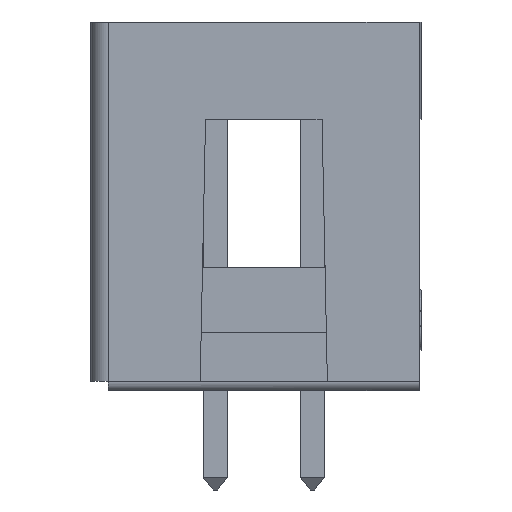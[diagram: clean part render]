
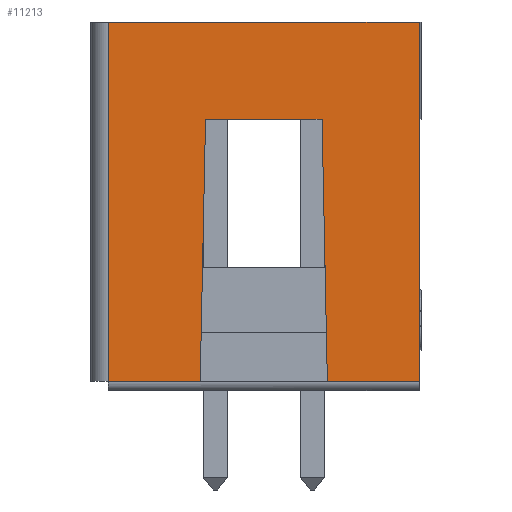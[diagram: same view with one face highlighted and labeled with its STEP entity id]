
A CAD part, left-side view. The second image highlights one B-rep face of the part: STEP entity #11213.
In plain terms, the highlighted planar face has unit normal (-1, 0, 0).
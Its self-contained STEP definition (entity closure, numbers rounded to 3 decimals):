
#7548 = EDGE_CURVE('',#7549,#7551,#7553,.T.);
#7549 = VERTEX_POINT('',#7550);
#7550 = CARTESIAN_POINT('',(-13.82,4.059,9.648));
#7551 = VERTEX_POINT('',#7552);
#7552 = CARTESIAN_POINT('',(-13.82,4.059,0.25));
#7553 = B_SPLINE_CURVE_WITH_KNOTS('',3,(#7554,#7555,#7556,#7557),
  .UNSPECIFIED.,.F.,.F.,(4,4),(0.,1.),.PIECEWISE_BEZIER_KNOTS.);
#7554 = CARTESIAN_POINT('',(-13.82,4.059,9.648));
#7555 = CARTESIAN_POINT('',(-13.82,4.059,
    6.515));
#7556 = CARTESIAN_POINT('',(-13.82,4.059,
    3.383));
#7557 = CARTESIAN_POINT('',(-13.82,4.059,0.25));
#7625 = VERTEX_POINT('',#7626);
#7626 = CARTESIAN_POINT('',(-13.82,-4.069,9.648));
#7633 = EDGE_CURVE('',#7634,#7625,#7636,.T.);
#7634 = VERTEX_POINT('',#7635);
#7635 = CARTESIAN_POINT('',(-13.82,-4.069,0.25));
#7636 = B_SPLINE_CURVE_WITH_KNOTS('',3,(#7637,#7638,#7639,#7640),
  .UNSPECIFIED.,.F.,.F.,(4,4),(0.,1.),.PIECEWISE_BEZIER_KNOTS.);
#7637 = CARTESIAN_POINT('',(-13.82,-4.069,0.25));
#7638 = CARTESIAN_POINT('',(-13.82,-4.069,
    3.383));
#7639 = CARTESIAN_POINT('',(-13.82,-4.069,
    6.515));
#7640 = CARTESIAN_POINT('',(-13.82,-4.069,9.648));
#11184 = VERTEX_POINT('',#11185);
#11185 = CARTESIAN_POINT('',(-13.82,-1.529,7.108));
#11192 = EDGE_CURVE('',#11193,#11184,#11195,.T.);
#11193 = VERTEX_POINT('',#11194);
#11194 = CARTESIAN_POINT('',(-13.82,1.519,7.108));
#11195 = B_SPLINE_CURVE_WITH_KNOTS('',3,(#11196,#11197,#11198,#11199),
  .UNSPECIFIED.,.F.,.F.,(4,4),(0.,1.),.PIECEWISE_BEZIER_KNOTS.);
#11196 = CARTESIAN_POINT('',(-13.82,1.519,7.108));
#11197 = CARTESIAN_POINT('',(-13.82,0.503,7.108));
#11198 = CARTESIAN_POINT('',(-13.82,-0.513,7.108));
#11199 = CARTESIAN_POINT('',(-13.82,-1.529,7.108));
#11213 = ADVANCED_FACE('',(#11214),#11258,.T.);
#11214 = FACE_BOUND('',#11215,.T.);
#11215 = EDGE_LOOP('',(#11216,#11217,#11226,#11233,#11234,#11243,#11250,
    #11251));
#11216 = ORIENTED_EDGE('',*,*,#7548,.T.);
#11217 = ORIENTED_EDGE('',*,*,#11218,.F.);
#11218 = EDGE_CURVE('',#11219,#7551,#11221,.T.);
#11219 = VERTEX_POINT('',#11220);
#11220 = CARTESIAN_POINT('',(-13.82,1.659,0.25));
#11221 = B_SPLINE_CURVE_WITH_KNOTS('',3,(#11222,#11223,#11224,#11225),
  .UNSPECIFIED.,.F.,.F.,(4,4),(0.,1.),.PIECEWISE_BEZIER_KNOTS.);
#11222 = CARTESIAN_POINT('',(-13.82,1.659,0.25));
#11223 = CARTESIAN_POINT('',(-13.82,2.459,0.25));
#11224 = CARTESIAN_POINT('',(-13.82,3.259,0.25));
#11225 = CARTESIAN_POINT('',(-13.82,4.059,0.25));
#11226 = ORIENTED_EDGE('',*,*,#11227,.F.);
#11227 = EDGE_CURVE('',#11193,#11219,#11228,.T.);
#11228 = B_SPLINE_CURVE_WITH_KNOTS('',3,(#11229,#11230,#11231,#11232),
  .UNSPECIFIED.,.F.,.F.,(4,4),(0.,1.),.PIECEWISE_BEZIER_KNOTS.);
#11229 = CARTESIAN_POINT('',(-13.82,1.519,7.108));
#11230 = CARTESIAN_POINT('',(-13.82,1.565,4.822));
#11231 = CARTESIAN_POINT('',(-13.82,1.612,2.536));
#11232 = CARTESIAN_POINT('',(-13.82,1.659,0.25));
#11233 = ORIENTED_EDGE('',*,*,#11192,.T.);
#11234 = ORIENTED_EDGE('',*,*,#11235,.F.);
#11235 = EDGE_CURVE('',#11236,#11184,#11238,.T.);
#11236 = VERTEX_POINT('',#11237);
#11237 = CARTESIAN_POINT('',(-13.82,-1.669,0.25));
#11238 = B_SPLINE_CURVE_WITH_KNOTS('',3,(#11239,#11240,#11241,#11242),
  .UNSPECIFIED.,.F.,.F.,(4,4),(0.,1.),.PIECEWISE_BEZIER_KNOTS.);
#11239 = CARTESIAN_POINT('',(-13.82,-1.669,0.25));
#11240 = CARTESIAN_POINT('',(-13.82,-1.622,2.536));
#11241 = CARTESIAN_POINT('',(-13.82,-1.576,4.822));
#11242 = CARTESIAN_POINT('',(-13.82,-1.529,7.108));
#11243 = ORIENTED_EDGE('',*,*,#11244,.F.);
#11244 = EDGE_CURVE('',#7634,#11236,#11245,.T.);
#11245 = B_SPLINE_CURVE_WITH_KNOTS('',3,(#11246,#11247,#11248,#11249),
  .UNSPECIFIED.,.F.,.F.,(4,4),(0.,1.),.PIECEWISE_BEZIER_KNOTS.);
#11246 = CARTESIAN_POINT('',(-13.82,-4.069,0.25));
#11247 = CARTESIAN_POINT('',(-13.82,-3.269,0.25));
#11248 = CARTESIAN_POINT('',(-13.82,-2.469,0.25));
#11249 = CARTESIAN_POINT('',(-13.82,-1.669,0.25));
#11250 = ORIENTED_EDGE('',*,*,#7633,.T.);
#11251 = ORIENTED_EDGE('',*,*,#11252,.F.);
#11252 = EDGE_CURVE('',#7549,#7625,#11253,.T.);
#11253 = B_SPLINE_CURVE_WITH_KNOTS('',3,(#11254,#11255,#11256,#11257),
  .UNSPECIFIED.,.F.,.F.,(4,4),(0.,1.),.PIECEWISE_BEZIER_KNOTS.);
#11254 = CARTESIAN_POINT('',(-13.82,4.059,9.648));
#11255 = CARTESIAN_POINT('',(-13.82,1.349,9.648));
#11256 = CARTESIAN_POINT('',(-13.82,-1.36,9.648));
#11257 = CARTESIAN_POINT('',(-13.82,-4.069,9.648));
#11258 = PLANE('',#11259);
#11259 = AXIS2_PLACEMENT_3D('',#11260,#11261,#11262);
#11260 = CARTESIAN_POINT('',(-13.82,-8.133,-4.449));
#11261 = DIRECTION('',(-1.,0.,0.));
#11262 = DIRECTION('',(0.,-1.,0.));
